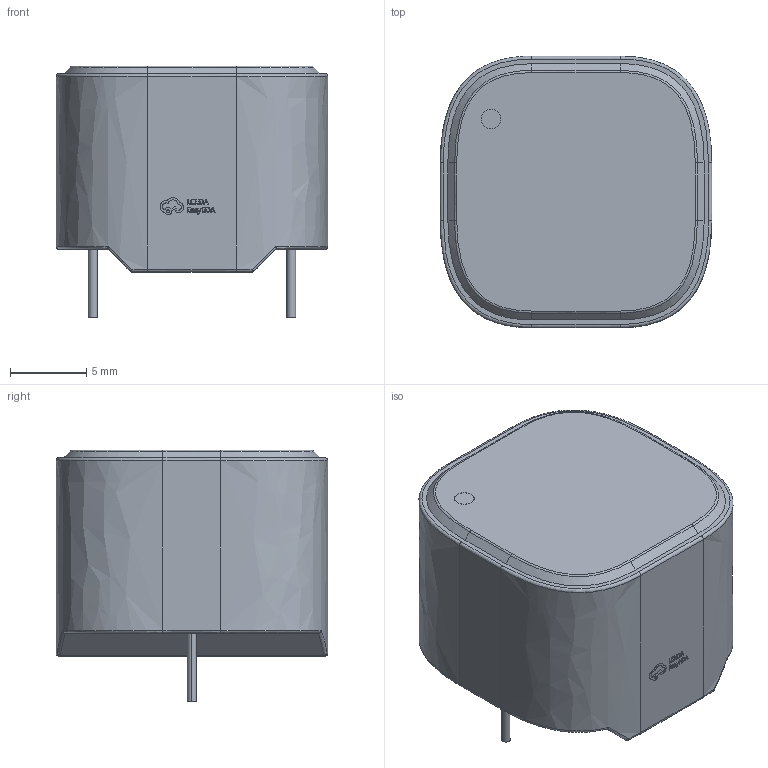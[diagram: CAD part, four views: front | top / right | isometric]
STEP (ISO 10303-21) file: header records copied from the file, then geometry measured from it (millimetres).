
FILE_DESCRIPTION (( 'STEP AP214' ), '1' );
FILE_NAME ('IND-TH_L17.8-W17.8-P13.00-D0.6.STEP', '2022-09-01T14:13:10', ( '' ), ( '' ), 'SwSTEP 2.0', 'SolidWorks 2020', '' );
FILE_SCHEMA (( 'AUTOMOTIVE_DESIGN' ));
Length unit declared in the file: millimetre
Products named in the file (1): IND-TH_L17.8-W17.8-P13.00-D0.6
Bounding box: 17.8 x 17.81 x 16.5 mm (x, y, z)
Volume: 3699.5 mm3; surface area: 1353.9 mm2
Topology: 1 solids, 1 shells, 302 faces, 799 edges, 522 vertices
Faces by surface type: bspline 152, plane 144, cylinder 6
Entity records: 17073 total; most frequent: CARTESIAN_POINT 7398, ORIENTED_EDGE 1598, EDGE_CURVE 799, DIRECTION 753, VERTEX_POINT 522, VECTOR 427, LINE 427, B_SPLINE_CURVE_WITH_KNOTS 360
